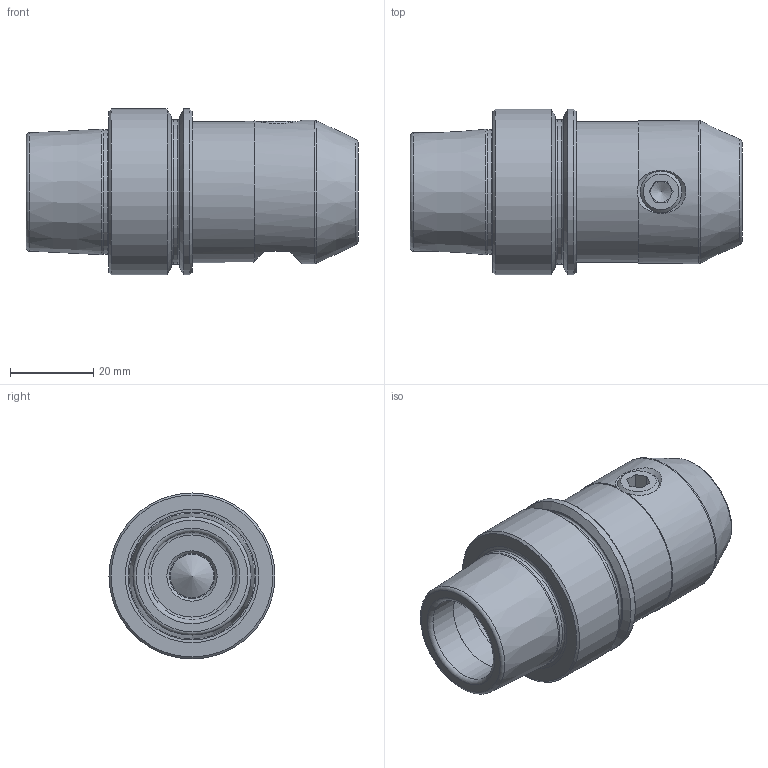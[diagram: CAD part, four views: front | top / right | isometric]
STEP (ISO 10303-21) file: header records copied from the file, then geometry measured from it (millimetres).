
FILE_DESCRIPTION( ( 'Unknown' ), '1' );
FILE_NAME( '254031034.stp', 'Unknown', ( 'Unknown' ), ( 'Unknown' ), 'PSStep 15.0.49', 'Unknown', ' ' );
FILE_SCHEMA( ( 'AUTOMOTIVE_DESIGN { 1 0 10303 214 1 1 1 1 }' ) );
Length unit declared in the file: millimetre
Products named in the file (3): 1; 2; 3
Bounding box: 80 x 40 x 40 mm (x, y, z)
Volume: 60178.2 mm3; surface area: 17060.8 mm2
Topology: 3 solids, 3 shells, 76 faces, 163 edges, 96 vertices
Faces by surface type: plane 28, cone 18, cylinder 17, torus 13
Full cylindrical faces by diameter (mm): 8.376 x1, 10 x3, 10.5 x2, 10.917 x1, 13 x1, 21 x2, 25.5 x1, 29.909 x1, 34 x1, 34.5 x1, 34.8 x1, 40 x2
Entity records: 2491 total; most frequent: CARTESIAN_POINT 420, DIRECTION 324, ORIENTED_EDGE 206, AXIS2_PLACEMENT_3D 147, EDGE_LOOP 132, FACE_OUTER_BOUND 106, EDGE_CURVE 103, VERTEX_POINT 88
